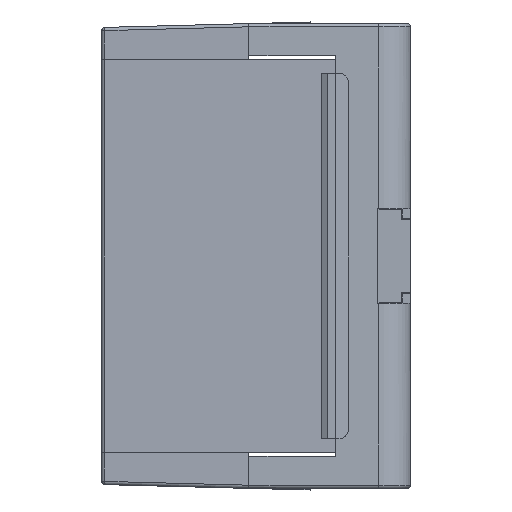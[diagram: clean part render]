
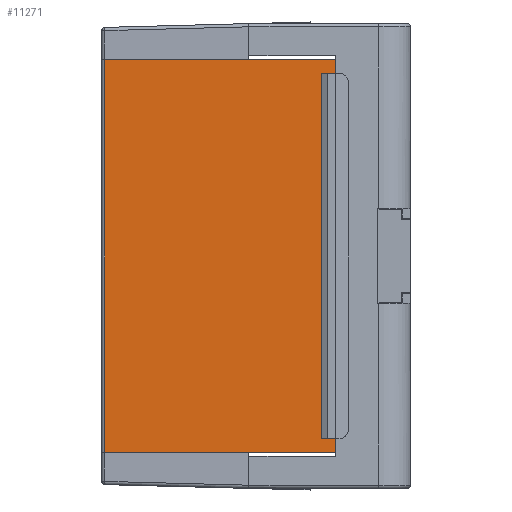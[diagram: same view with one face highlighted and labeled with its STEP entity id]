
A CAD part, left-side view. The second image highlights one B-rep face of the part: STEP entity #11271.
In plain terms, the highlighted planar face has unit normal (-1, 0.016, 0).
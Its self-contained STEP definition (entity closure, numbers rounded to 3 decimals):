
#48 = LINE ( 'NONE', #5642, #4038 ) ;
#166 = VECTOR ( 'NONE', #11702, 1000. ) ;
#172 = PLANE ( 'NONE',  #10500 ) ;
#329 = CARTESIAN_POINT ( 'NONE',  ( -45.141, 0., -133.265 ) ) ;
#376 = CARTESIAN_POINT ( 'NONE',  ( -44.927, 13.392, -5.56 ) ) ;
#469 = LINE ( 'NONE', #13442, #4117 ) ;
#1046 = VERTEX_POINT ( 'NONE', #9281 ) ;
#1164 = VECTOR ( 'NONE', #11461, 1000. ) ;
#1257 = LINE ( 'NONE', #5162, #7500 ) ;
#1310 = LINE ( 'NONE', #3233, #2778 ) ;
#1543 = DIRECTION ( 'NONE',  ( 0., 0., 1. ) ) ;
#1558 = CARTESIAN_POINT ( 'NONE',  ( -45.141, 0., -7.66 ) ) ;
#1688 = VERTEX_POINT ( 'NONE', #2404 ) ;
#1790 = CARTESIAN_POINT ( 'NONE',  ( -44.57, 35.701, -66.44 ) ) ;
#1889 = DIRECTION ( 'NONE',  ( 0., 0., 1. ) ) ;
#1950 = ORIENTED_EDGE ( 'NONE', *, *, #10019, .T. ) ;
#2404 = CARTESIAN_POINT ( 'NONE',  ( -45.107, 2.122, -64.34 ) ) ;
#2441 = VERTEX_POINT ( 'NONE', #376 ) ;
#2503 = EDGE_CURVE ( 'NONE', #7126, #4162, #14570, .T. ) ;
#2709 = DIRECTION ( 'NONE',  ( 0.016, 1., 0. ) ) ;
#2778 = VECTOR ( 'NONE', #12559, 1000. ) ;
#2788 = EDGE_LOOP ( 'NONE', ( #11381, #10495, #8304, #1950, #13195, #12824, #14995, #4521, #10620, #11806 ) ) ;
#3055 = EDGE_CURVE ( 'NONE', #1688, #13870, #8704, .T. ) ;
#3233 = CARTESIAN_POINT ( 'NONE',  ( -44.57, 35.701, -66.44 ) ) ;
#3393 = VERTEX_POINT ( 'NONE', #1558 ) ;
#4038 = VECTOR ( 'NONE', #11355, 1000. ) ;
#4117 = VECTOR ( 'NONE', #12182, 1000. ) ;
#4162 = VERTEX_POINT ( 'NONE', #7915 ) ;
#4521 = ORIENTED_EDGE ( 'NONE', *, *, #2503, .F. ) ;
#5162 = CARTESIAN_POINT ( 'NONE',  ( -44.57, 35.701, -5.56 ) ) ;
#5404 = EDGE_CURVE ( 'NONE', #3393, #1046, #10801, .T. ) ;
#5642 = CARTESIAN_POINT ( 'NONE',  ( -44.57, 35.701, -7.66 ) ) ;
#5675 = CARTESIAN_POINT ( 'NONE',  ( -44.57, 35.701, -66.44 ) ) ;
#5868 = LINE ( 'NONE', #8972, #10470 ) ;
#7126 = VERTEX_POINT ( 'NONE', #11926 ) ;
#7500 = VECTOR ( 'NONE', #13515, 1000. ) ;
#7672 = DIRECTION ( 'NONE',  ( 0.016, 1., 0. ) ) ;
#7915 = CARTESIAN_POINT ( 'NONE',  ( -44.927, 13.392, -66.44 ) ) ;
#8304 = ORIENTED_EDGE ( 'NONE', *, *, #5404, .T. ) ;
#8364 = CARTESIAN_POINT ( 'NONE',  ( -45.107, 2.122, -7.66 ) ) ;
#8417 = EDGE_CURVE ( 'NONE', #2441, #10532, #5868, .T. ) ;
#8704 = LINE ( 'NONE', #14747, #14000 ) ;
#8972 = CARTESIAN_POINT ( 'NONE',  ( -44.57, 35.701, -5.56 ) ) ;
#9223 = CARTESIAN_POINT ( 'NONE',  ( -44.57, 35.701, -133.265 ) ) ;
#9281 = CARTESIAN_POINT ( 'NONE',  ( -45.141, 0., -5.56 ) ) ;
#9328 = EDGE_CURVE ( 'NONE', #1688, #10603, #13527, .T. ) ;
#9765 = DIRECTION ( 'NONE',  ( 1., -0.016, 0. ) ) ;
#9815 = CARTESIAN_POINT ( 'NONE',  ( -44.57, 35.701, -133.265 ) ) ;
#10019 = EDGE_CURVE ( 'NONE', #1046, #2441, #1257, .T. ) ;
#10316 = VERTEX_POINT ( 'NONE', #5675 ) ;
#10470 = VECTOR ( 'NONE', #7672, 1000. ) ;
#10495 = ORIENTED_EDGE ( 'NONE', *, *, #10850, .T. ) ;
#10500 = AXIS2_PLACEMENT_3D ( 'NONE', #9815, #9765, #2709 ) ;
#10524 = CARTESIAN_POINT ( 'NONE',  ( -44.57, 35.701, -5.56 ) ) ;
#10532 = VERTEX_POINT ( 'NONE', #10524 ) ;
#10603 = VERTEX_POINT ( 'NONE', #10615 ) ;
#10615 = CARTESIAN_POINT ( 'NONE',  ( -45.141, 0., -64.34 ) ) ;
#10616 = VECTOR ( 'NONE', #1543, 1000. ) ;
#10620 = ORIENTED_EDGE ( 'NONE', *, *, #11992, .F. ) ;
#10722 = CARTESIAN_POINT ( 'NONE',  ( -44.57, 35.701, -64.34 ) ) ;
#10801 = LINE ( 'NONE', #329, #10616 ) ;
#10850 = EDGE_CURVE ( 'NONE', #13870, #3393, #48, .T. ) ;
#10963 = EDGE_CURVE ( 'NONE', #4162, #10316, #1310, .T. ) ;
#11196 = DIRECTION ( 'NONE',  ( 0.016, 1., 0. ) ) ;
#11271 = ADVANCED_FACE ( 'NONE', ( #11774 ), #172, .F. ) ;
#11355 = DIRECTION ( 'NONE',  ( -0.016, -1., 0. ) ) ;
#11381 = ORIENTED_EDGE ( 'NONE', *, *, #3055, .T. ) ;
#11461 = DIRECTION ( 'NONE',  ( 0., 0., 1. ) ) ;
#11641 = LINE ( 'NONE', #9223, #1164 ) ;
#11702 = DIRECTION ( 'NONE',  ( -0.016, -1., 0. ) ) ;
#11774 = FACE_OUTER_BOUND ( 'NONE', #2788, .T. ) ;
#11806 = ORIENTED_EDGE ( 'NONE', *, *, #9328, .F. ) ;
#11836 = VECTOR ( 'NONE', #11196, 1000. ) ;
#11926 = CARTESIAN_POINT ( 'NONE',  ( -45.141, 0., -66.44 ) ) ;
#11992 = EDGE_CURVE ( 'NONE', #10603, #7126, #469, .T. ) ;
#12182 = DIRECTION ( 'NONE',  ( 0., 0., -1. ) ) ;
#12559 = DIRECTION ( 'NONE',  ( 0.016, 1., 0. ) ) ;
#12824 = ORIENTED_EDGE ( 'NONE', *, *, #13141, .F. ) ;
#13141 = EDGE_CURVE ( 'NONE', #10316, #10532, #11641, .T. ) ;
#13195 = ORIENTED_EDGE ( 'NONE', *, *, #8417, .T. ) ;
#13442 = CARTESIAN_POINT ( 'NONE',  ( -45.141, 0., 61.265 ) ) ;
#13515 = DIRECTION ( 'NONE',  ( 0.016, 1., 0. ) ) ;
#13527 = LINE ( 'NONE', #10722, #166 ) ;
#13870 = VERTEX_POINT ( 'NONE', #8364 ) ;
#14000 = VECTOR ( 'NONE', #1889, 1000. ) ;
#14570 = LINE ( 'NONE', #1790, #11836 ) ;
#14747 = CARTESIAN_POINT ( 'NONE',  ( -45.107, 2.122, -133.265 ) ) ;
#14995 = ORIENTED_EDGE ( 'NONE', *, *, #10963, .F. ) ;
